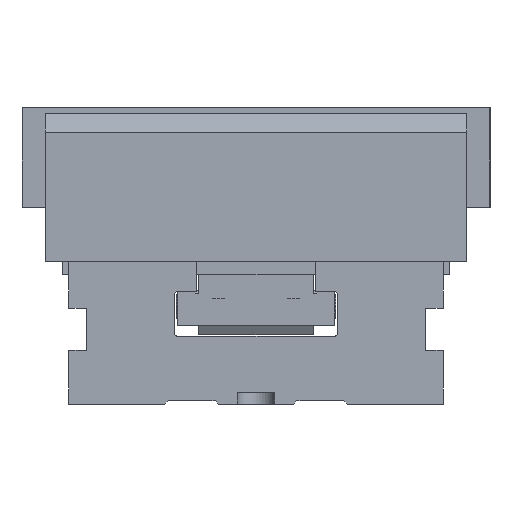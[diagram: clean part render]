
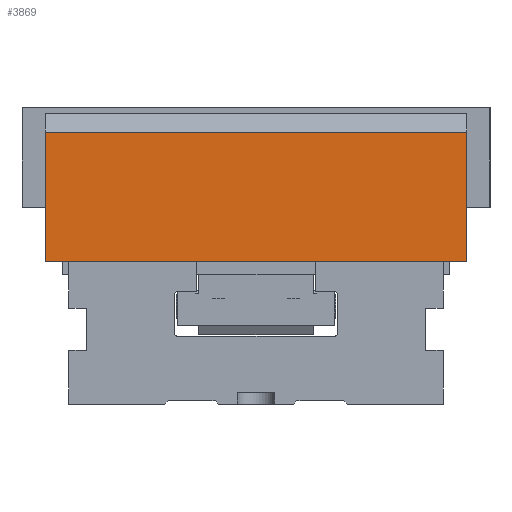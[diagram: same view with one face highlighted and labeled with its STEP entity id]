
A CAD part, left-side view. The second image highlights one B-rep face of the part: STEP entity #3869.
In plain terms, the highlighted planar face has unit normal (-1, 0, 0).
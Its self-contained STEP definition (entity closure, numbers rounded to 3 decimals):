
#3869=ADVANCED_FACE('',(#4479),#4223,.T.);
#4223=PLANE('',#10056);
#4479=FACE_OUTER_BOUND('',#4847,.T.);
#4847=EDGE_LOOP('',(#5824,#5825,#5826,#5827));
#5824=ORIENTED_EDGE('',*,*,#8000,.F.);
#5825=ORIENTED_EDGE('',*,*,#8001,.T.);
#5826=ORIENTED_EDGE('',*,*,#8002,.T.);
#5827=ORIENTED_EDGE('',*,*,#7995,.T.);
#7259=VERTEX_POINT('',#13065);
#7260=VERTEX_POINT('',#13067);
#7264=VERTEX_POINT('',#13077);
#7265=VERTEX_POINT('',#13079);
#7995=EDGE_CURVE('',#7260,#7259,#8818,.T.);
#8000=EDGE_CURVE('',#7264,#7259,#8822,.T.);
#8001=EDGE_CURVE('',#7264,#7265,#8823,.T.);
#8002=EDGE_CURVE('',#7265,#7260,#8824,.T.);
#8818=LINE('',#13066,#9444);
#8822=LINE('',#13076,#9448);
#8823=LINE('',#13078,#9449);
#8824=LINE('',#13080,#9450);
#9444=VECTOR('',#11138,1.);
#9448=VECTOR('',#11146,1.);
#9449=VECTOR('',#11147,1.);
#9450=VECTOR('',#11148,1.);
#10056=AXIS2_PLACEMENT_3D('',#13081,#11149,#11150);
#11138=DIRECTION('',(0.,-1.,0.));
#11146=DIRECTION('',(0.,0.,-1.));
#11147=DIRECTION('',(0.,1.,0.));
#11148=DIRECTION('',(0.,0.,-1.));
#11149=DIRECTION('',(-1.,0.,0.));
#11150=DIRECTION('',(0.,0.,1.));
#13065=CARTESIAN_POINT('',(-48.723,130.787,4.795));
#13066=CARTESIAN_POINT('',(-48.723,220.787,4.795));
#13067=CARTESIAN_POINT('',(-48.723,310.787,4.795));
#13076=CARTESIAN_POINT('',(-48.723,130.787,68.095));
#13077=CARTESIAN_POINT('',(-48.723,130.787,60.095));
#13078=CARTESIAN_POINT('',(-48.723,220.787,60.095));
#13079=CARTESIAN_POINT('',(-48.723,310.787,60.095));
#13080=CARTESIAN_POINT('',(-48.723,310.787,68.095));
#13081=CARTESIAN_POINT('',(-48.723,220.787,68.095));
